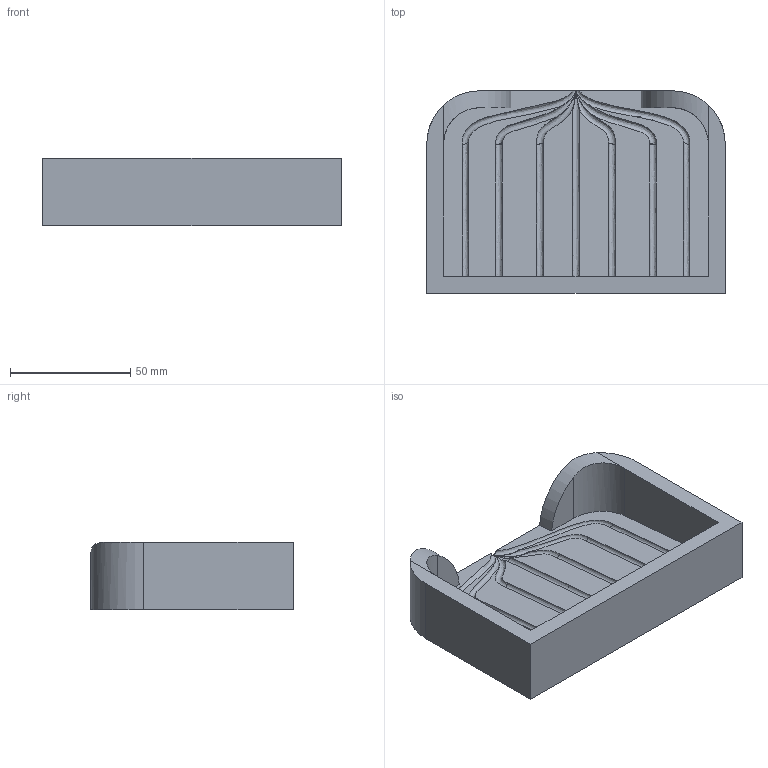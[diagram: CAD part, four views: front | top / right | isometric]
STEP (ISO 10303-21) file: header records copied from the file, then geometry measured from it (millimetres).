
FILE_DESCRIPTION(/* description */ (''),/* implementation_level */ '2;1');
FILE_NAME(/* name */ 'Soap Tray v2.stp',/* time_stamp */ '2025-09-12T00:20:18+02:00',/* author */ (''),/* organization */ (''),/* preprocessor_version */ 'ST-DEVELOPER v20.1',/* originating_system */ 'Autodesk Translation Framework v14.10.0.0',/* authorisation */ '');
FILE_SCHEMA (('AUTOMOTIVE_DESIGN { 1 0 10303 214 3 1 1 }'));
Length unit declared in the file: millimetre
Products named in the file (1): Soap Tray
Bounding box: 124 x 84 x 28 mm (x, y, z)
Volume: 102765.2 mm3; surface area: 37046.1 mm2
Topology: 1 solids, 1 shells, 46 faces, 127 edges, 77 vertices
Faces by surface type: bspline 21, plane 19, cylinder 6
Entity records: 3366 total; most frequent: CARTESIAN_POINT 2346, ORIENTED_EDGE 242, DIRECTION 146, EDGE_CURVE 121, VERTEX_POINT 77, B_SPLINE_CURVE_WITH_KNOTS 50, AXIS2_PLACEMENT_3D 49, LINE 48
